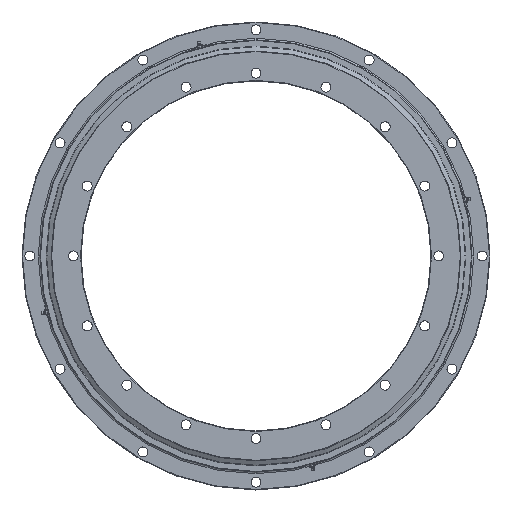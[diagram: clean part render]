
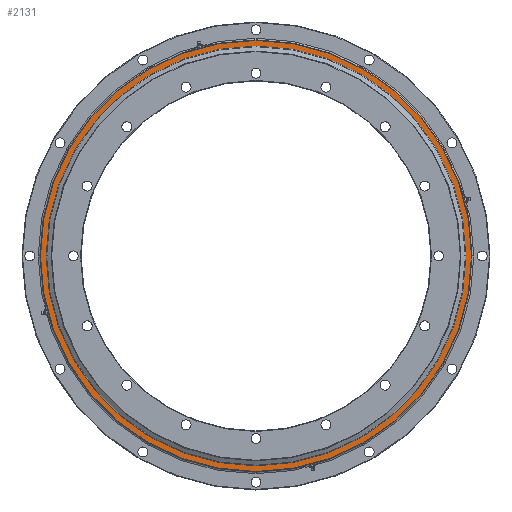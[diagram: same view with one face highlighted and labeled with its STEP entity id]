
A CAD part, top view. The second image highlights one B-rep face of the part: STEP entity #2131.
In plain terms, the highlighted face is planar.
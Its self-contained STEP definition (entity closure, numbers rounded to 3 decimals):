
#212 = DIRECTION ( 'NONE',  ( 0., 0., 1. ) ) ;
#313 = DIRECTION ( 'NONE',  ( 0., 0., 1. ) ) ;
#336 = CIRCLE ( 'NONE', #4346, 390.5 ) ;
#372 = AXIS2_PLACEMENT_3D ( 'NONE', #2953, #313, #3584 ) ;
#509 = EDGE_LOOP ( 'NONE', ( #969, #795 ) ) ;
#669 = CARTESIAN_POINT ( 'NONE',  ( 390.5, 0., -18. ) ) ;
#795 = ORIENTED_EDGE ( 'NONE', *, *, #5499, .T. ) ;
#841 = ORIENTED_EDGE ( 'NONE', *, *, #6823, .T. ) ;
#883 = VERTEX_POINT ( 'NONE', #669 ) ;
#969 = ORIENTED_EDGE ( 'NONE', *, *, #3441, .T. ) ;
#1442 = DIRECTION ( 'NONE',  ( 0., 0., -1. ) ) ;
#1732 = ORIENTED_EDGE ( 'NONE', *, *, #7774, .T. ) ;
#2131 = ADVANCED_FACE ( 'NONE', ( #2963, #8473 ), #3644, .F. ) ;
#2378 = DIRECTION ( 'NONE',  ( 0., 0., 1. ) ) ;
#2953 = CARTESIAN_POINT ( 'NONE',  ( -391.5, 0., -18. ) ) ;
#2963 = FACE_BOUND ( 'NONE', #509, .T. ) ;
#3204 = DIRECTION ( 'NONE',  ( 0., 0., -1. ) ) ;
#3408 = AXIS2_PLACEMENT_3D ( 'NONE', #4198, #212, #4873 ) ;
#3441 = EDGE_CURVE ( 'NONE', #5248, #6018, #3925, .T. ) ;
#3584 = DIRECTION ( 'NONE',  ( 1., 0., 0. ) ) ;
#3601 = CARTESIAN_POINT ( 'NONE',  ( -390.5, 0., -18. ) ) ;
#3644 = PLANE ( 'NONE',  #372 ) ;
#3884 = VERTEX_POINT ( 'NONE', #3601 ) ;
#3925 = CIRCLE ( 'NONE', #6407, 373.75 ) ;
#4198 = CARTESIAN_POINT ( 'NONE',  ( 0., 0., -18. ) ) ;
#4346 = AXIS2_PLACEMENT_3D ( 'NONE', #7172, #3204, #7844 ) ;
#4873 = DIRECTION ( 'NONE',  ( 1., 0., 0. ) ) ;
#5248 = VERTEX_POINT ( 'NONE', #5864 ) ;
#5422 = CARTESIAN_POINT ( 'NONE',  ( 0., 0., -18. ) ) ;
#5499 = EDGE_CURVE ( 'NONE', #6018, #5248, #7666, .T. ) ;
#5678 = AXIS2_PLACEMENT_3D ( 'NONE', #5422, #1442, #6105 ) ;
#5864 = CARTESIAN_POINT ( 'NONE',  ( -373.75, 0., -18. ) ) ;
#5990 = CARTESIAN_POINT ( 'NONE',  ( 373.75, 0., -18. ) ) ;
#6018 = VERTEX_POINT ( 'NONE', #5990 ) ;
#6087 = EDGE_LOOP ( 'NONE', ( #1732, #841 ) ) ;
#6105 = DIRECTION ( 'NONE',  ( 1., 0., 0. ) ) ;
#6377 = CARTESIAN_POINT ( 'NONE',  ( 0., 0., -18. ) ) ;
#6407 = AXIS2_PLACEMENT_3D ( 'NONE', #6377, #2378, #7015 ) ;
#6823 = EDGE_CURVE ( 'NONE', #3884, #883, #7708, .T. ) ;
#7015 = DIRECTION ( 'NONE',  ( 1., 0., 0. ) ) ;
#7172 = CARTESIAN_POINT ( 'NONE',  ( 0., 0., -18. ) ) ;
#7666 = CIRCLE ( 'NONE', #3408, 373.75 ) ;
#7708 = CIRCLE ( 'NONE', #5678, 390.5 ) ;
#7774 = EDGE_CURVE ( 'NONE', #883, #3884, #336, .T. ) ;
#7844 = DIRECTION ( 'NONE',  ( 1., 0., 0. ) ) ;
#8473 = FACE_OUTER_BOUND ( 'NONE', #6087, .T. ) ;
